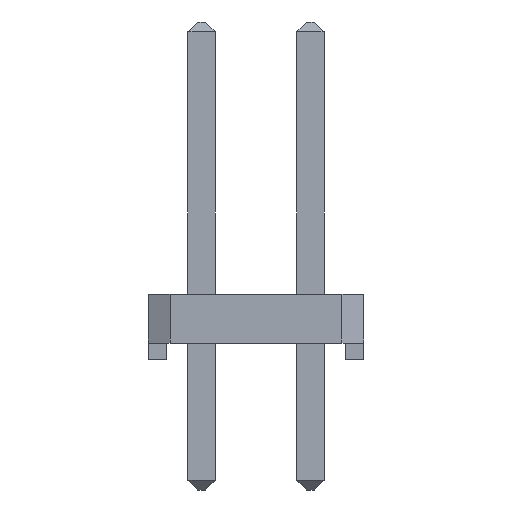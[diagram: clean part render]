
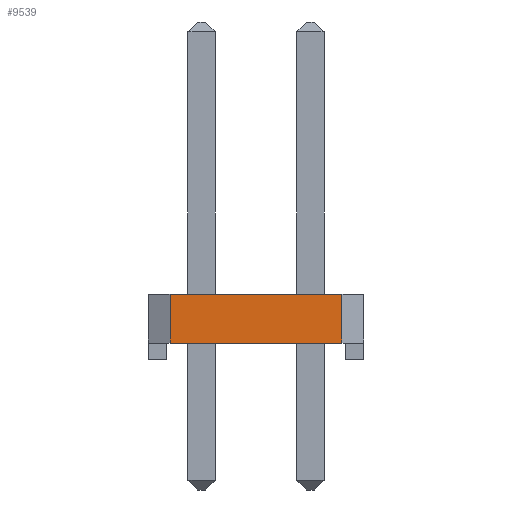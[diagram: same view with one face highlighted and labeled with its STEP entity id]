
A CAD part, left-side view. The second image highlights one B-rep face of the part: STEP entity #9539.
In plain terms, the highlighted planar face has unit normal (-1, 0, 0).
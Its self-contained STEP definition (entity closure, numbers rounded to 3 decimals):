
#9236=CARTESIAN_POINT('',(-10.16,-2.007,0.381));
#9237=VERTEX_POINT('',#9236);
#9244=CARTESIAN_POINT('',(-10.16,2.007,0.381));
#9245=VERTEX_POINT('',#9244);
#9246=CARTESIAN_POINT('',(-10.16,2.007,0.381));
#9247=DIRECTION('',(0.0,-1.0,0.0));
#9248=VECTOR('',#9247,4.013);
#9249=LINE('',#9246,#9248);
#9250=EDGE_CURVE('',#9245,#9237,#9249,.T.);
#9373=CARTESIAN_POINT('',(-10.16,-2.007,1.524));
#9374=VERTEX_POINT('',#9373);
#9381=CARTESIAN_POINT('',(-10.16,-2.007,1.524));
#9382=DIRECTION('',(0.0,0.0,-1.0));
#9383=VECTOR('',#9382,1.143);
#9384=LINE('',#9381,#9383);
#9385=EDGE_CURVE('',#9374,#9237,#9384,.T.);
#9505=CARTESIAN_POINT('',(-10.16,2.007,1.524));
#9506=VERTEX_POINT('',#9505);
#9507=CARTESIAN_POINT('',(-10.16,2.007,1.524));
#9508=DIRECTION('',(0.0,0.0,-1.0));
#9509=VECTOR('',#9508,1.143);
#9510=LINE('',#9507,#9509);
#9511=EDGE_CURVE('',#9506,#9245,#9510,.T.);
#9523=CARTESIAN_POINT('',(-10.16,2.007,1.524));
#9524=DIRECTION('',(-1.0,0.0,0.0));
#9525=DIRECTION('',(0.0,0.0,1.0));
#9526=AXIS2_PLACEMENT_3D('',#9523,#9524,#9525);
#9527=PLANE('',#9526);
#9528=ORIENTED_EDGE('',*,*,#9250,.T.);
#9529=ORIENTED_EDGE('',*,*,#9385,.F.);
#9530=CARTESIAN_POINT('',(-10.16,2.007,1.524));
#9531=DIRECTION('',(0.0,-1.0,0.0));
#9532=VECTOR('',#9531,4.013);
#9533=LINE('',#9530,#9532);
#9534=EDGE_CURVE('',#9506,#9374,#9533,.T.);
#9535=ORIENTED_EDGE('',*,*,#9534,.F.);
#9536=ORIENTED_EDGE('',*,*,#9511,.T.);
#9537=EDGE_LOOP('',(#9528,#9529,#9535,#9536));
#9538=FACE_OUTER_BOUND('',#9537,.T.);
#9539=ADVANCED_FACE('',(#9538),#9527,.T.);
